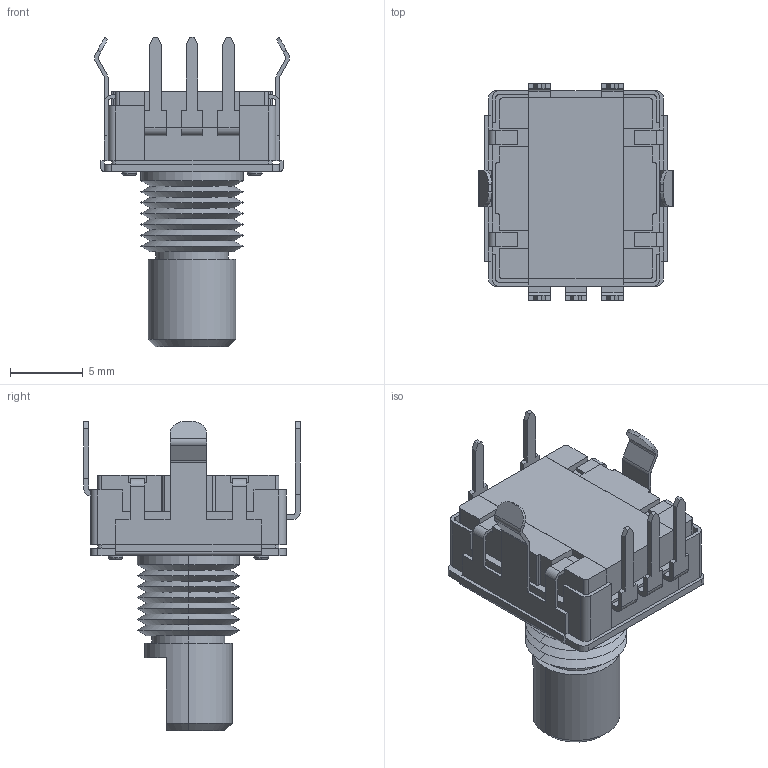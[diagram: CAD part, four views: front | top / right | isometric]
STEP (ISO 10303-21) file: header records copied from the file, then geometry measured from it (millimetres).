
FILE_DESCRIPTION (( 'STEP AP214' ), '1' );
FILE_NAME ('encoder.step', '2022-03-10T22:08:35', ( '' ), ( '' ), 'SwSTEP 2.0', 'SolidWorks 2022', '' );
FILE_SCHEMA (( 'AUTOMOTIVE_DESIGN' ));
Length unit declared in the file: millimetre
Products named in the file (1): encoder
Bounding box: 13.36 x 14.85 x 21.2 mm (x, y, z)
Volume: 1158.2 mm3; surface area: 1775.3 mm2
Topology: 5 solids, 5 shells, 335 faces, 911 edges, 586 vertices
Faces by surface type: plane 224, cylinder 74, cone 29, torus 8
Entity records: 10536 total; most frequent: CARTESIAN_POINT 1839, ORIENTED_EDGE 1822, DIRECTION 1776, EDGE_CURVE 911, VECTOR 714, LINE 714, VERTEX_POINT 586, AXIS2_PLACEMENT_3D 531
